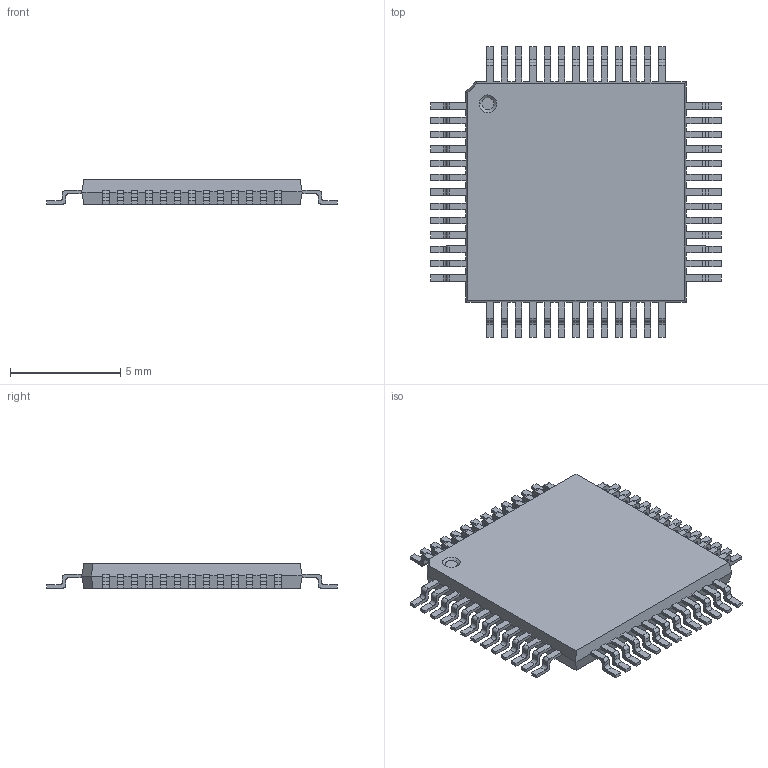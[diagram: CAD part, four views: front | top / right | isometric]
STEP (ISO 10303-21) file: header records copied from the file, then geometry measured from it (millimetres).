
FILE_DESCRIPTION (( 'STEP AP214' ), '1' );
FILE_NAME ('PQFP-52.STEP', '2009-08-11T12:08:33', ( 'kiwnliu' ), ( 'DS' ), 'SwSTEP 2.0', 'SolidWorks 2009', '' );
FILE_SCHEMA (( 'AUTOMOTIVE_DESIGN' ));
Length unit declared in the file: millimetre
Products named in the file (1): PQFP-52
Bounding box: 13.2 x 13.2 x 1.1 mm (x, y, z)
Volume: 112.6 mm3; surface area: 330 mm2
Topology: 1 solids, 1 shells, 691 faces, 2059 edges, 1371 vertices
Faces by surface type: plane 481, cylinder 208, cone 2
Entity records: 30737 total; most frequent: CARTESIAN_POINT 4122, ORIENTED_EDGE 4118, DIRECTION 3863, EDGE_CURVE 2059, VECTOR 1639, LINE 1639, VERTEX_POINT 1371, AXIS2_PLACEMENT_3D 1112
